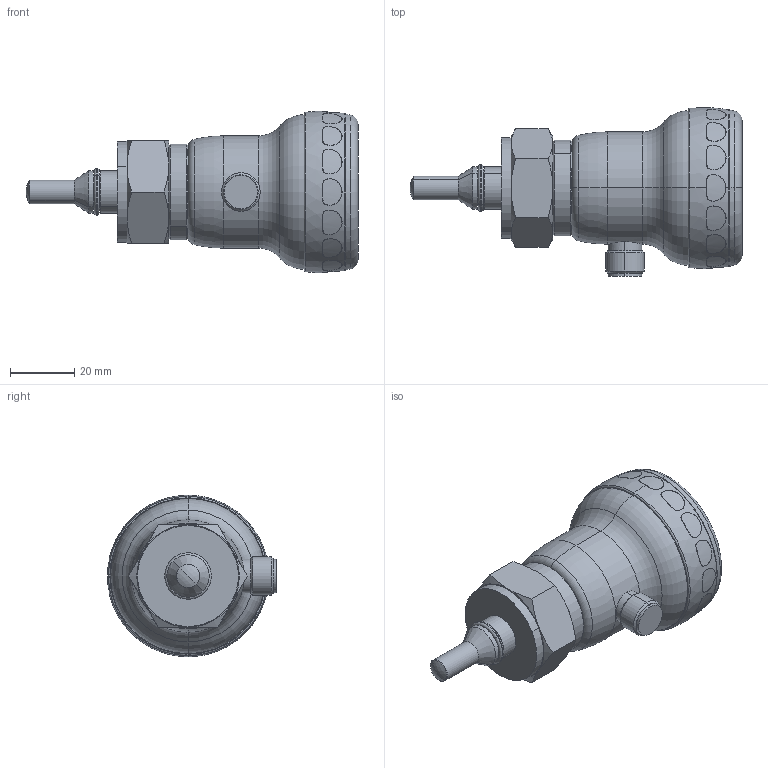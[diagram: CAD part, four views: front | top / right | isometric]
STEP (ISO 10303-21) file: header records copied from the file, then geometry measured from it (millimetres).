
FILE_DESCRIPTION (( 'STEP AP203' ), '1' );
FILE_NAME ('OMNIPLUS-F-013TK037.STEP', '2021-09-17T08:10:55', ( '' ), ( '' ), 'SwSTEP 2.0', 'SolidWorks 2019', '' );
FILE_SCHEMA (( 'CONFIG_CONTROL_DESIGN' ));
Length unit declared in the file: millimetre
Products named in the file (1): OMNIPLUS-F-013TK037
Bounding box: 103.5 x 52.53 x 50.31 mm (x, y, z)
Volume: 90625.8 mm3; surface area: 18536.2 mm2
Topology: 1 solids, 1 shells, 231 faces, 538 edges, 343 vertices
Faces by surface type: bspline 69, cylinder 59, plane 43, cone 36, torus 22, sphere 2
Entity records: 14184 total; most frequent: CARTESIAN_POINT 9448, ORIENTED_EDGE 1076, DIRECTION 794, EDGE_CURVE 538, AXIS2_PLACEMENT_3D 351, VERTEX_POINT 343, EDGE_LOOP 265, B_SPLINE_CURVE_WITH_KNOTS 258
